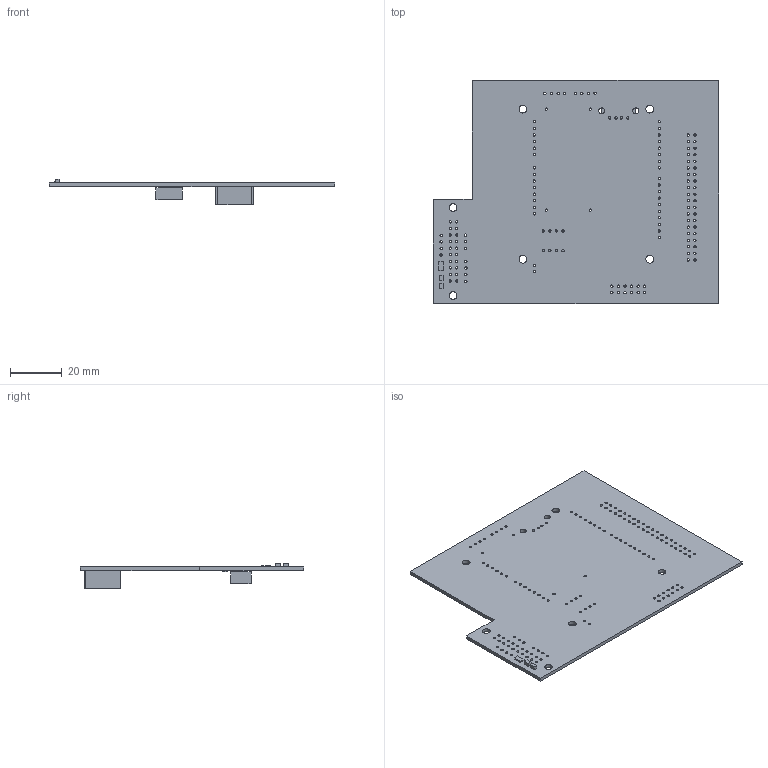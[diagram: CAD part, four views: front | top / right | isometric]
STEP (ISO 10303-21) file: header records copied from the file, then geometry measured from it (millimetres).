
FILE_DESCRIPTION(('Open CASCADE Model'),'2;1');
FILE_NAME('Open CASCADE Shape Model','2016-10-13T09:03:30',('Author'),( 'Open CASCADE'),'Open CASCADE STEP processor 6.8','Open CASCADE 6.8' ,'Unknown');
FILE_SCHEMA(('AUTOMOTIVE_DESIGN { 1 0 10303 214 1 1 1 1 }'));
Length unit declared in the file: millimetre
Products named in the file (19): PCB; Board; OPA2; 812005544; Extruded; R2; 812005680; R1; R47k; 812005272; C100n; 812005408; C1n; OutUSB; 812005136
Assembly tree (20 placements, depth 4):
  PCB
    Board
    OPA2
      812005544
        Extruded
    R2
      812005680
        Extruded
    R1
      812005680
        Extruded
    R47k
      812005272
        Extruded
    C100n
      812005408
        Extruded
    C1n
      812005408
        Extruded
    OutUSB
      812005136
        Extruded
Bounding box: 110.25 x 86.25 x 9.79 mm (x, y, z)
Volume: 13618 mm3; surface area: 19725.6 mm2
Topology: 8 solids, 8 shells, 208 faces, 576 edges, 384 vertices
Faces by surface type: cylinder 154, plane 54
Full cylindrical faces by diameter (mm): 0.9 x137, 0.92 x4, 2.3 x2, 3 x6
Entity records: 14708 total; most frequent: DIRECTION 2388, CARTESIAN_POINT 2301, ORIENTED_EDGE 1104, PCURVE 1104, DEFINITIONAL_REPRESENTATION 1104, LINE 1040, VECTOR 1040, CIRCLE 606
